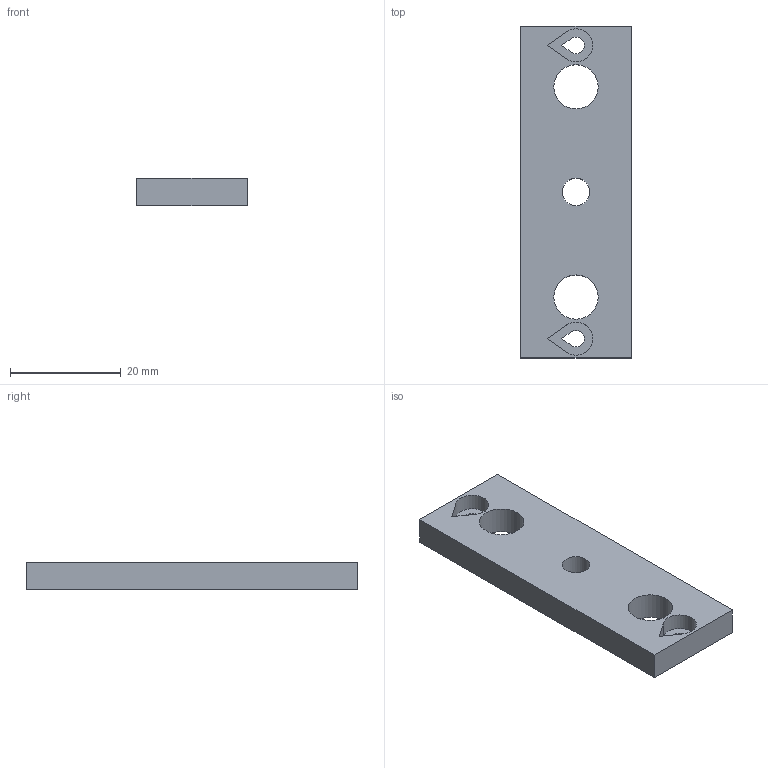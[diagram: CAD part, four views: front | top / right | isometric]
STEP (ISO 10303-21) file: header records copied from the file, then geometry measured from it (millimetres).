
FILE_DESCRIPTION(('FreeCAD Model'),'2;1');
FILE_NAME('UpperLid.step','2016-05-19T15:19:08',('Author'),( ''),'Open CASCADE STEP processor 6.8','FreeCAD','Unknown');
FILE_SCHEMA(('AUTOMOTIVE_DESIGN_CC2 { 1 2 10303 214 -1 1 5 4 }'));
Length unit declared in the file: millimetre
Products named in the file (2): ASSEMBLY; UpperLid
Assembly tree (1 placements, depth 2):
  ASSEMBLY
    UpperLid
Bounding box: 20 x 60 x 5 mm (x, y, z)
Volume: 5171.8 mm3; surface area: 3430.3 mm2
Topology: 1 solids, 1 shells, 23 faces, 57 edges, 38 vertices
Faces by surface type: plane 16, cylinder 7
Full cylindrical faces by diameter (mm): 5 x1, 8 x2
Entity records: 1509 total; most frequent: CARTESIAN_POINT 318, DIRECTION 211, LINE 131, VECTOR 131, ORIENTED_EDGE 114, PCURVE 114, DEFINITIONAL_REPRESENTATION 114, EDGE_CURVE 57
